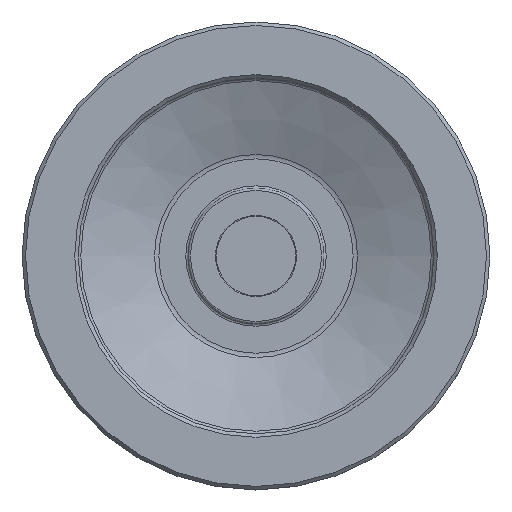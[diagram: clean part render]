
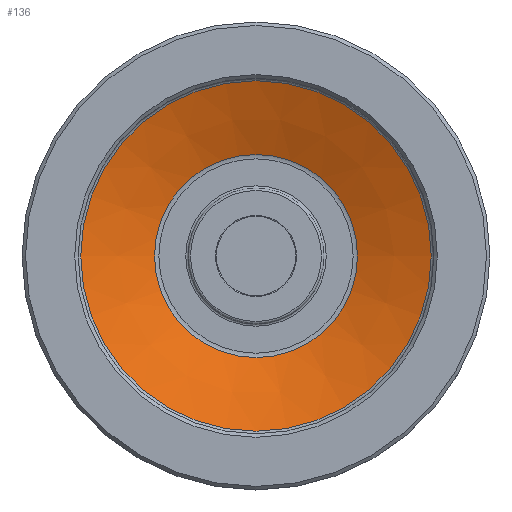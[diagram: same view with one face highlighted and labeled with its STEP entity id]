
A CAD part, top view. The second image highlights one B-rep face of the part: STEP entity #136.
In plain terms, the highlighted conical face has half-angle 68.051 degrees and reference radius 76 mm.
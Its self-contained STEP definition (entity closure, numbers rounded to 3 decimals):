
#136 = ADVANCED_FACE( '', ( #298, #299 ), #300, .F. );
#298 = FACE_BOUND( '', #1165, .T. );
#299 = FACE_OUTER_BOUND( '', #1166, .T. );
#300 = CONICAL_SURFACE( '', #1167, 76., 1.188 );
#1165 = EDGE_LOOP( '', ( #1586 ) );
#1166 = EDGE_LOOP( '', ( #1587 ) );
#1167 = AXIS2_PLACEMENT_3D( '', #1588, #1589, #1590 );
#1586 = ORIENTED_EDGE( '', *, *, #1707, .T. );
#1587 = ORIENTED_EDGE( '', *, *, #1664, .T. );
#1588 = CARTESIAN_POINT( '', ( 0., 0., 38. ) );
#1589 = DIRECTION( '', ( 0., 0., 1. ) );
#1590 = DIRECTION( '', ( 1., 0., 0. ) );
#1664 = EDGE_CURVE( '', #1782, #1782, #1783, .T. );
#1707 = EDGE_CURVE( '', #1845, #1845, #1846, .F. );
#1782 = VERTEX_POINT( '', #2088 );
#1783 = CIRCLE( '', #2089, 74.904 );
#1845 = VERTEX_POINT( '', #2321 );
#1846 = CIRCLE( '', #2322, 43.399 );
#2088 = CARTESIAN_POINT( '', ( 74.904, 0., 37.558 ) );
#2089 = AXIS2_PLACEMENT_3D( '', #2540, #2541, #2542 );
#2321 = CARTESIAN_POINT( '', ( 43.399, 0., 24.862 ) );
#2322 = AXIS2_PLACEMENT_3D( '', #2600, #2601, #2602 );
#2540 = CARTESIAN_POINT( '', ( 0., 0., 37.558 ) );
#2541 = DIRECTION( '', ( 0., 0., 1. ) );
#2542 = DIRECTION( '', ( 1., 0., 0. ) );
#2600 = CARTESIAN_POINT( '', ( 0., 0., 24.862 ) );
#2601 = DIRECTION( '', ( 0., 0., 1. ) );
#2602 = DIRECTION( '', ( 1., 0., 0. ) );
